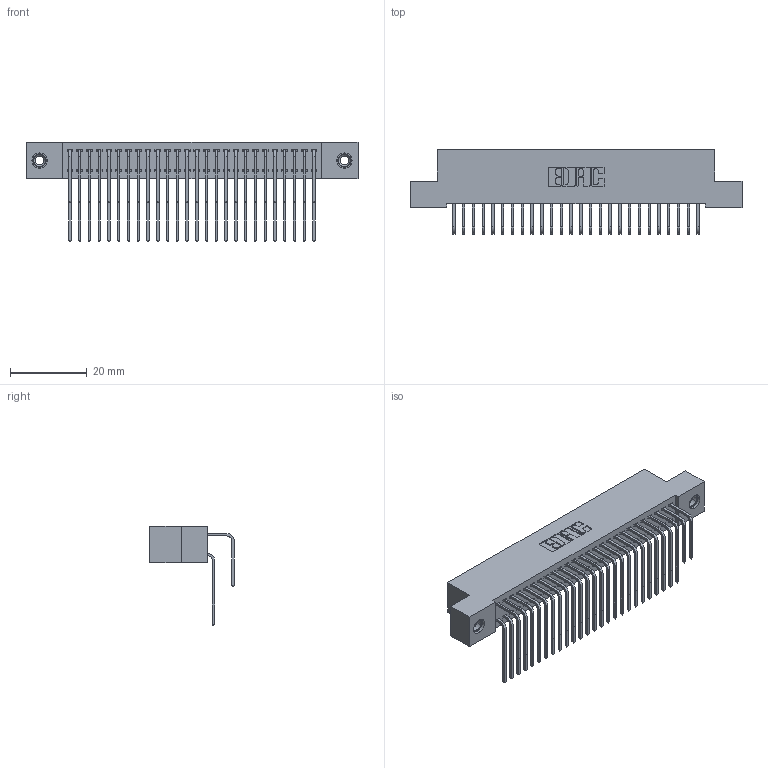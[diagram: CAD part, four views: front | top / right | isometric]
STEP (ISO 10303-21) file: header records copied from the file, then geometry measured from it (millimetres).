
FILE_DESCRIPTION (( 'STEP AP203' ), '1' );
FILE_NAME ('392-052-558-208.STEP', '2018-08-17T06:29:07', ( '' ), ( '' ), 'SwSTEP 2.0', 'SolidWorks 2016', '' );
FILE_SCHEMA (( 'CONFIG_CONTROL_DESIGN' ));
Length unit declared in the file: inch
Products named in the file (5): 345-292-001_558 559 Tail - 1; 345-292-001_558 Tail - 2; 345-250-001_345-250-003-102; 392-052-558-208; 342 Part_TI
Assembly tree (55 placements, depth 2):
  392-052-558-208
    342 Part_TI
    345-292-001_558 559 Tail - 1  x26
    345-292-001_558 Tail - 2  x26
    345-250-001_345-250-003-102  x2
Bounding box: 86.36 x 21.91 x 25.78 mm (x, y, z)
Volume: 7978 mm3; surface area: 13959.2 mm2
Topology: 55 solids, 55 shells, 2978 faces, 8807 edges, 5794 vertices
Faces by surface type: plane 2074, cylinder 888, cone 12, torus 4
Entity records: 21634 total; most frequent: CARTESIAN_POINT 3636, ORIENTED_EDGE 3514, DIRECTION 3147, EDGE_CURVE 1757, VECTOR 1569, LINE 1569, VERTEX_POINT 1164, AXIS2_PLACEMENT_3D 789
